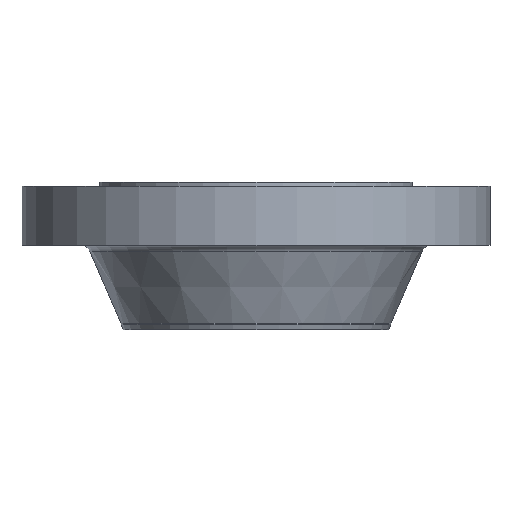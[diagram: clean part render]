
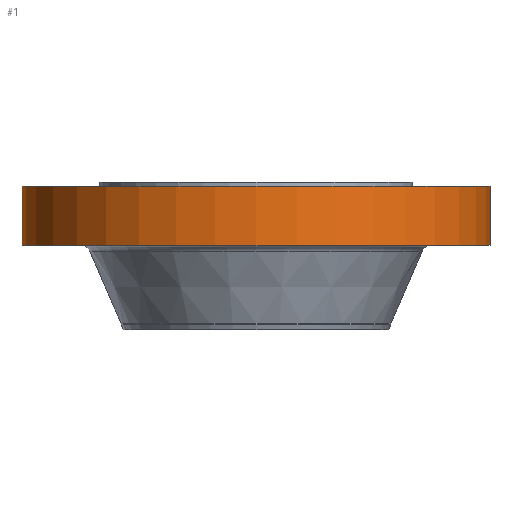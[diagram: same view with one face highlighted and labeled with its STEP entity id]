
A CAD part, front view. The second image highlights one B-rep face of the part: STEP entity #1.
In plain terms, the highlighted cylindrical face has radius 352.425 mm (diameter 704.85 mm), a partial arc.
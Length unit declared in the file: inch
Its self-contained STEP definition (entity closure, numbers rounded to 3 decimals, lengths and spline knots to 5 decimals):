
#1 = ADVANCED_FACE ( 'NONE', ( #493 ), #1257, .T. ) ;
#159 = LINE ( 'NONE', #1579, #569 ) ;
#168 = EDGE_CURVE ( 'NONE', #1273, #878, #159, .T. ) ;
#184 = EDGE_LOOP ( 'NONE', ( #803, #1904, #1843, #1311 ) ) ;
#266 = CARTESIAN_POINT ( 'NONE',  ( -13.875, 0., -0.25 ) ) ;
#303 = CARTESIAN_POINT ( 'NONE',  ( 13.875, 0., -0.25 ) ) ;
#306 = CIRCLE ( 'NONE', #1446, 13.875 ) ;
#321 = CARTESIAN_POINT ( 'NONE',  ( 13.875, 0., -3.75 ) ) ;
#493 = FACE_OUTER_BOUND ( 'NONE', #184, .T. ) ;
#569 = VECTOR ( 'NONE', #749, 39.37008 ) ;
#666 = DIRECTION ( 'NONE',  ( 0., 0., 1. ) ) ;
#699 = VERTEX_POINT ( 'NONE', #321 ) ;
#716 = VERTEX_POINT ( 'NONE', #303 ) ;
#749 = DIRECTION ( 'NONE',  ( 0., 0., 1. ) ) ;
#788 = CARTESIAN_POINT ( 'NONE',  ( 13.875, 0., 0. ) ) ;
#803 = ORIENTED_EDGE ( 'NONE', *, *, #168, .F. ) ;
#878 = VERTEX_POINT ( 'NONE', #266 ) ;
#956 = EDGE_CURVE ( 'NONE', #1273, #699, #1144, .T. ) ;
#1053 = DIRECTION ( 'NONE',  ( 0., 0., 1. ) ) ;
#1111 = CARTESIAN_POINT ( 'NONE',  ( 0., 0., 0. ) ) ;
#1144 = CIRCLE ( 'NONE', #1307, 13.875 ) ;
#1210 = EDGE_CURVE ( 'NONE', #878, #716, #306, .T. ) ;
#1213 = VECTOR ( 'NONE', #1394, 39.37008 ) ;
#1238 = CARTESIAN_POINT ( 'NONE',  ( 0., 0., -3.75 ) ) ;
#1257 = CYLINDRICAL_SURFACE ( 'NONE', #1992, 13.875 ) ;
#1273 = VERTEX_POINT ( 'NONE', #1370 ) ;
#1307 = AXIS2_PLACEMENT_3D ( 'NONE', #1238, #1919, #1706 ) ;
#1311 = ORIENTED_EDGE ( 'NONE', *, *, #1210, .F. ) ;
#1370 = CARTESIAN_POINT ( 'NONE',  ( -13.875, 0., -3.75 ) ) ;
#1394 = DIRECTION ( 'NONE',  ( 0., 0., 1. ) ) ;
#1446 = AXIS2_PLACEMENT_3D ( 'NONE', #1675, #1053, #1528 ) ;
#1526 = EDGE_CURVE ( 'NONE', #699, #716, #1909, .T. ) ;
#1528 = DIRECTION ( 'NONE',  ( 1., 0., 0. ) ) ;
#1579 = CARTESIAN_POINT ( 'NONE',  ( -13.875, 0., 0. ) ) ;
#1675 = CARTESIAN_POINT ( 'NONE',  ( 0., 0., -0.25 ) ) ;
#1706 = DIRECTION ( 'NONE',  ( 1., 0., 0. ) ) ;
#1843 = ORIENTED_EDGE ( 'NONE', *, *, #1526, .T. ) ;
#1904 = ORIENTED_EDGE ( 'NONE', *, *, #956, .T. ) ;
#1909 = LINE ( 'NONE', #788, #1213 ) ;
#1919 = DIRECTION ( 'NONE',  ( 0., 0., 1. ) ) ;
#1932 = DIRECTION ( 'NONE',  ( 1., 0., 0. ) ) ;
#1992 = AXIS2_PLACEMENT_3D ( 'NONE', #1111, #666, #1932 ) ;
